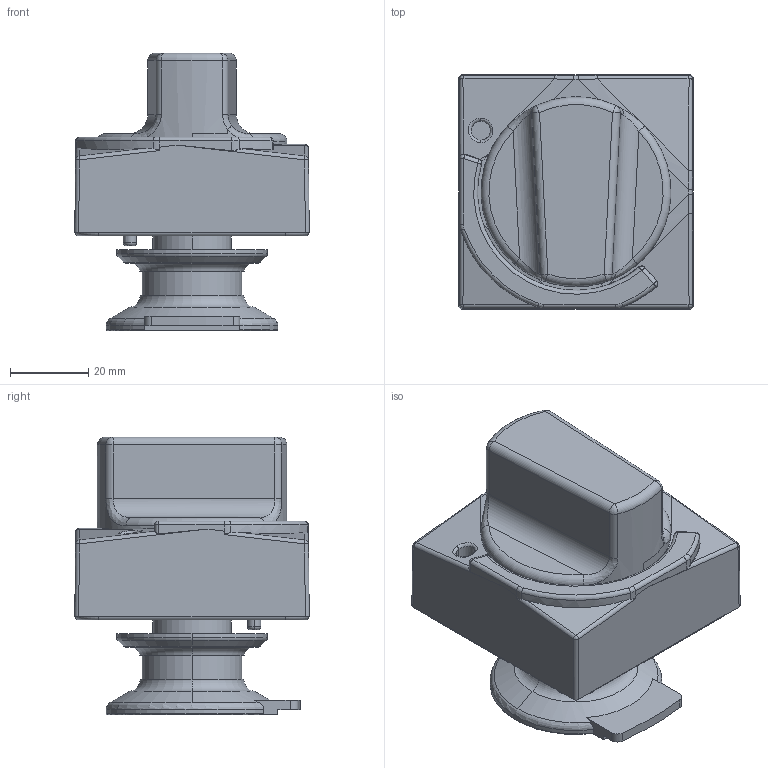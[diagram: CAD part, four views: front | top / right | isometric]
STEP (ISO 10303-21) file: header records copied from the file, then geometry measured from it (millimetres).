
FILE_DESCRIPTION((''),'2;1');
FILE_NAME('GVAPB54S','2017-11-10T',('SESA468396'),('Schneider-Electric'),'PRO/ENGINEER BY PARAMETRIC TECHNOLOGY CORPORATION, 2015440','PRO/ENGINEER BY PARAMETRIC TECHNOLOGY CORPORATION, 2015440','');
FILE_SCHEMA(('CONFIG_CONTROL_DESIGN'));
Length unit declared in the file: millimetre
Products named in the file (1): GVAPB54S
Bounding box: 60 x 60 x 71.06 mm (x, y, z)
Volume: 110421.8 mm3; surface area: 24942.8 mm2
Topology: 2 solids, 2 shells, 400 faces, 953 edges, 584 vertices
Faces by surface type: cylinder 153, plane 92, torus 88, bspline 31, sphere 18, cone 18
Entity records: 13868 total; most frequent: CARTESIAN_POINT 4644, DIRECTION 2000, ORIENTED_EDGE 1906, EDGE_CURVE 953, AXIS2_PLACEMENT_3D 843, VERTEX_POINT 584, CIRCLE 474, EDGE_LOOP 427
